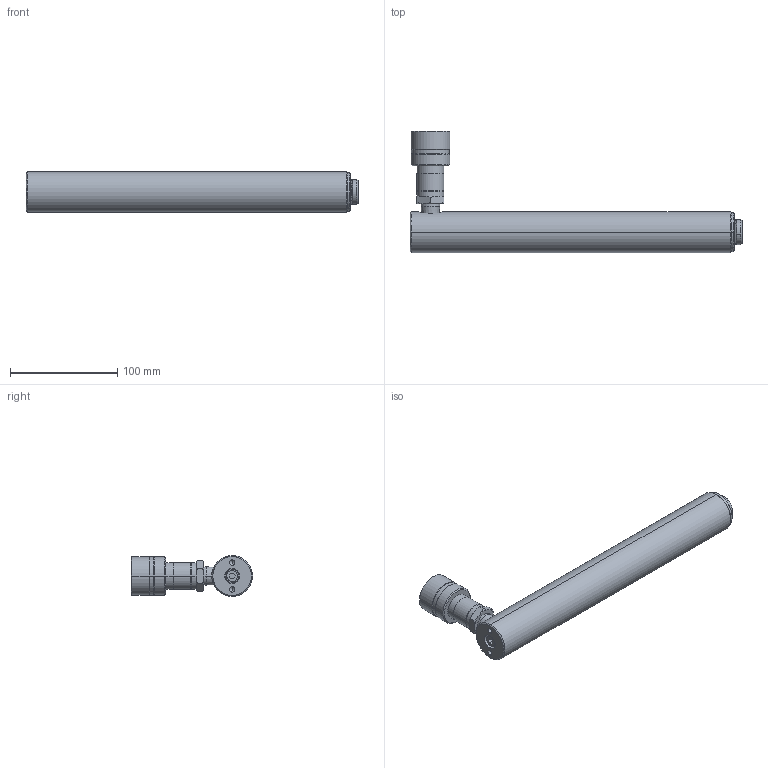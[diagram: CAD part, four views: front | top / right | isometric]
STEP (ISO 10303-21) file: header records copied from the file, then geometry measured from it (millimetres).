
FILE_DESCRIPTION (( 'STEP AP203' ), '1' );
FILE_NAME ('HSS59.STEP', '2017-06-21T12:54:01', ( '' ), ( '' ), 'SwSTEP 2.0', 'SolidWorks 2017', '' );
FILE_SCHEMA (( 'CONFIG_CONTROL_DESIGN' ));
Length unit declared in the file: millimetre
Products named in the file (11): SFC010TA001; SRC024SC001; HA5; CF1; PRC029A#00#_PRC029AL001; SOCKET CAP HEAD SCREWS_BLC006JD020; HSS59; SOCKET CAP HEAD SCREWS_BLC006JC040; PWB WIPER_SEC024XE001; CBC029S#00#_CBC029SL001; WAC006EB000
Assembly tree (11 placements, depth 2):
  HSS59
    CBC029S#00#_CBC029SL001
    PRC029A#00#_PRC029AL001
    SRC024SC001
    CF1
    SOCKET CAP HEAD SCREWS_BLC006JC040
    PWB WIPER_SEC024XE001
    SFC010TA001
    SOCKET CAP HEAD SCREWS_BLC006JD020
    WAC006EB000  x2
    HA5
Bounding box: 309 x 112.8 x 38 mm (x, y, z)
Volume: 273060.6 mm3; surface area: 124440.2 mm2
Topology: 11 solids, 11 shells, 287 faces, 610 edges, 374 vertices
Faces by surface type: cylinder 106, plane 83, cone 74, torus 24
Entity records: 9071 total; most frequent: CARTESIAN_POINT 1604, DIRECTION 1466, ORIENTED_EDGE 1188, AXIS2_PLACEMENT_3D 622, EDGE_CURVE 594, VERTEX_POINT 366, EDGE_LOOP 328, CIRCLE 327
